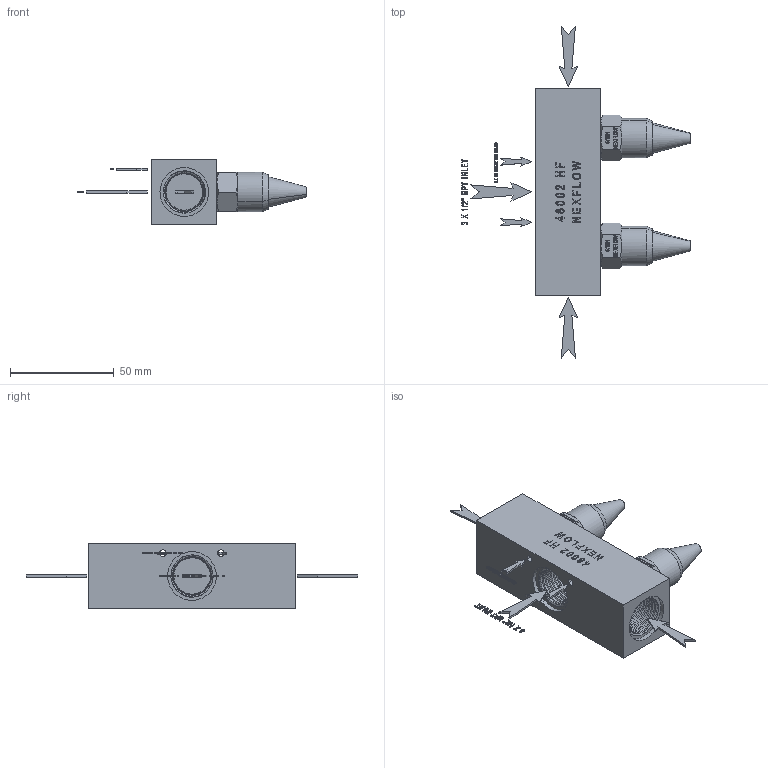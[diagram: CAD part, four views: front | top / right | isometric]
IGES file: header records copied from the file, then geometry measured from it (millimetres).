
Start section: START RECORD GO HERE.
Global section: file name: 46002HF+47004.igs; native system: DASSAULT SYSTEMES CATIA V5 R20 - www.3ds.com; preprocessor: CATIA Version 5 Release 20 ; author: DESIGNENG; organization: KJNDESIGN; date: 20150321.153107; units: millimetre
Bounding box: 110.46 x 160.13 x 31.5 mm (x, y, z)
Volume: 101585.1 mm3; surface area: 29592.6 mm2
Topology: 40 solids, 40 shells, 1992 faces, 5251 edges, 3419 vertices
Faces by surface type: plane 755, extrusion 464, bspline 462, revolution 311
